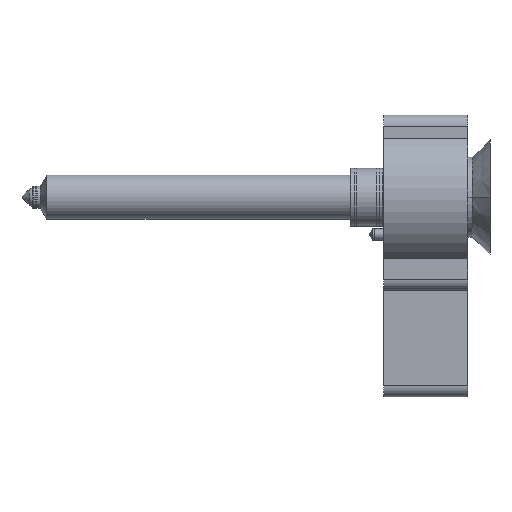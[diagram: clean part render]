
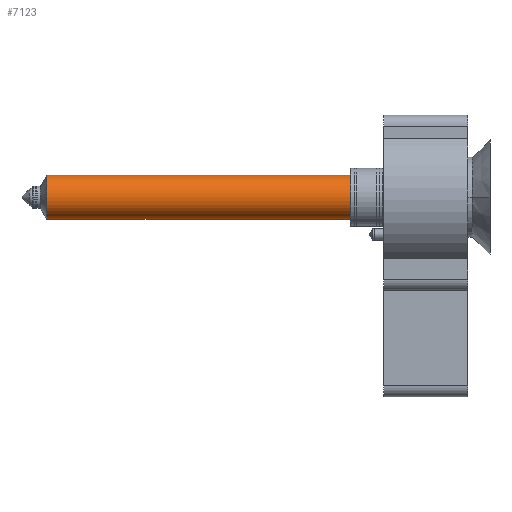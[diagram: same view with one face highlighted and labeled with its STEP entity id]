
A CAD part, top view. The second image highlights one B-rep face of the part: STEP entity #7123.
In plain terms, the highlighted cylindrical face has radius 10 mm (diameter 20 mm), a partial arc.
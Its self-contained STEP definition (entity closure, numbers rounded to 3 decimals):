
#1248 = DIRECTION ( 'NONE',  ( 0., 0., -1. ) ) ;
#1272 = EDGE_CURVE ( 'NONE', #5914, #3698, #11493, .T. ) ;
#1390 = CYLINDRICAL_SURFACE ( 'NONE', #1984, 10. ) ;
#1401 = ORIENTED_EDGE ( 'NONE', *, *, #6376, .T. ) ;
#1984 = AXIS2_PLACEMENT_3D ( 'NONE', #6553, #3276, #16322 ) ;
#3276 = DIRECTION ( 'NONE',  ( 0., 0., -1. ) ) ;
#3698 = VERTEX_POINT ( 'NONE', #8379 ) ;
#3712 = CIRCLE ( 'NONE', #13816, 10. ) ;
#4518 = CARTESIAN_POINT ( 'NONE',  ( 0., 0., -148. ) ) ;
#4700 = FACE_OUTER_BOUND ( 'NONE', #6179, .T. ) ;
#5585 = CARTESIAN_POINT ( 'NONE',  ( -10., 0., -148. ) ) ;
#5914 = VERTEX_POINT ( 'NONE', #9695 ) ;
#6179 = EDGE_LOOP ( 'NONE', ( #19359, #1401, #12585, #7014 ) ) ;
#6376 = EDGE_CURVE ( 'NONE', #3698, #18027, #7997, .T. ) ;
#6398 = CARTESIAN_POINT ( 'NONE',  ( -10., 0., 0. ) ) ;
#6553 = CARTESIAN_POINT ( 'NONE',  ( 0., 0., 0. ) ) ;
#7014 = ORIENTED_EDGE ( 'NONE', *, *, #16192, .F. ) ;
#7118 = AXIS2_PLACEMENT_3D ( 'NONE', #17193, #13980, #7433 ) ;
#7123 = ADVANCED_FACE ( 'NONE', ( #4700 ), #1390, .T. ) ;
#7433 = DIRECTION ( 'NONE',  ( -1., 0., 0. ) ) ;
#7997 = LINE ( 'NONE', #13244, #11282 ) ;
#8379 = CARTESIAN_POINT ( 'NONE',  ( 10., 0., -11.214 ) ) ;
#9086 = DIRECTION ( 'NONE',  ( -1., 0., 0. ) ) ;
#9695 = CARTESIAN_POINT ( 'NONE',  ( -10., 0., -11.214 ) ) ;
#11282 = VECTOR ( 'NONE', #18318, 1000. ) ;
#11493 = CIRCLE ( 'NONE', #7118, 10. ) ;
#11988 = VERTEX_POINT ( 'NONE', #5585 ) ;
#12585 = ORIENTED_EDGE ( 'NONE', *, *, #18141, .F. ) ;
#13244 = CARTESIAN_POINT ( 'NONE',  ( 10., 0., 0. ) ) ;
#13816 = AXIS2_PLACEMENT_3D ( 'NONE', #4518, #1248, #9086 ) ;
#13980 = DIRECTION ( 'NONE',  ( 0., 0., -1. ) ) ;
#15031 = CARTESIAN_POINT ( 'NONE',  ( 10., 0., -148. ) ) ;
#16192 = EDGE_CURVE ( 'NONE', #5914, #11988, #18295, .T. ) ;
#16240 = VECTOR ( 'NONE', #19302, 1000. ) ;
#16322 = DIRECTION ( 'NONE',  ( -1., 0., 0. ) ) ;
#17193 = CARTESIAN_POINT ( 'NONE',  ( 0., 0., -11.214 ) ) ;
#18027 = VERTEX_POINT ( 'NONE', #15031 ) ;
#18141 = EDGE_CURVE ( 'NONE', #11988, #18027, #3712, .T. ) ;
#18295 = LINE ( 'NONE', #6398, #16240 ) ;
#18318 = DIRECTION ( 'NONE',  ( 0., 0., -1. ) ) ;
#19302 = DIRECTION ( 'NONE',  ( 0., 0., -1. ) ) ;
#19359 = ORIENTED_EDGE ( 'NONE', *, *, #1272, .T. ) ;
